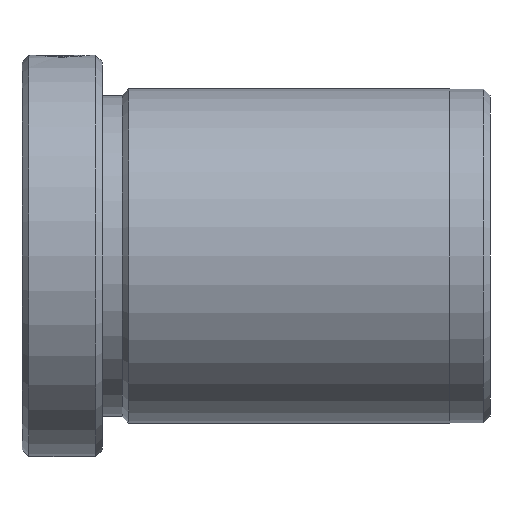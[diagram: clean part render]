
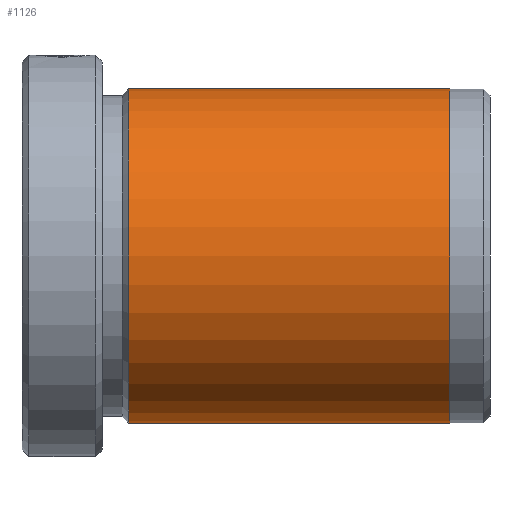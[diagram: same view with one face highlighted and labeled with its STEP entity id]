
A CAD part, left-side view. The second image highlights one B-rep face of the part: STEP entity #1126.
In plain terms, the highlighted cylindrical face has radius 12.5 mm (diameter 25 mm), a partial arc.
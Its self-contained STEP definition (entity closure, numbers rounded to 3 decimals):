
#79 = VERTEX_POINT ( 'NONE', #129 ) ;
#129 = CARTESIAN_POINT ( 'NONE',  ( 0., -32., -12.5 ) ) ;
#149 = LINE ( 'NONE', #194, #804 ) ;
#194 = CARTESIAN_POINT ( 'NONE',  ( 0., 0., -12.5 ) ) ;
#221 = EDGE_CURVE ( 'NONE', #1387, #1678, #982, .T. ) ;
#289 = VECTOR ( 'NONE', #698, 1000. ) ;
#439 = CARTESIAN_POINT ( 'NONE',  ( 0., -8., 0. ) ) ;
#442 = CARTESIAN_POINT ( 'NONE',  ( 0., -8., -12.5 ) ) ;
#502 = CYLINDRICAL_SURFACE ( 'NONE', #643, 12.5 ) ;
#537 = ORIENTED_EDGE ( 'NONE', *, *, #1342, .F. ) ;
#542 = CARTESIAN_POINT ( 'NONE',  ( 0., -32., 0. ) ) ;
#546 = FACE_OUTER_BOUND ( 'NONE', #1124, .T. ) ;
#552 = CARTESIAN_POINT ( 'NONE',  ( 0., 0., 0. ) ) ;
#569 = DIRECTION ( 'NONE',  ( 0., 0., 1. ) ) ;
#587 = EDGE_CURVE ( 'NONE', #79, #1414, #149, .T. ) ;
#613 = CIRCLE ( 'NONE', #1571, 12.5 ) ;
#643 = AXIS2_PLACEMENT_3D ( 'NONE', #552, #1608, #685 ) ;
#663 = ORIENTED_EDGE ( 'NONE', *, *, #866, .F. ) ;
#677 = DIRECTION ( 'NONE',  ( 0., 0., -1. ) ) ;
#685 = DIRECTION ( 'NONE',  ( 0., 0., 1. ) ) ;
#698 = DIRECTION ( 'NONE',  ( 0., 1., 0. ) ) ;
#776 = ORIENTED_EDGE ( 'NONE', *, *, #587, .F. ) ;
#795 = CARTESIAN_POINT ( 'NONE',  ( 0., -32., 12.5 ) ) ;
#804 = VECTOR ( 'NONE', #971, 1000. ) ;
#810 = CARTESIAN_POINT ( 'NONE',  ( 0., 0., 12.5 ) ) ;
#866 = EDGE_CURVE ( 'NONE', #1414, #1678, #1129, .T. ) ;
#930 = AXIS2_PLACEMENT_3D ( 'NONE', #439, #1346, #569 ) ;
#971 = DIRECTION ( 'NONE',  ( 0., 1., 0. ) ) ;
#982 = LINE ( 'NONE', #810, #289 ) ;
#1124 = EDGE_LOOP ( 'NONE', ( #776, #537, #1329, #663 ) ) ;
#1126 = ADVANCED_FACE ( 'NONE', ( #546 ), #502, .T. ) ;
#1129 = CIRCLE ( 'NONE', #930, 12.5 ) ;
#1329 = ORIENTED_EDGE ( 'NONE', *, *, #221, .T. ) ;
#1342 = EDGE_CURVE ( 'NONE', #1387, #79, #613, .T. ) ;
#1346 = DIRECTION ( 'NONE',  ( 0., 1., 0. ) ) ;
#1387 = VERTEX_POINT ( 'NONE', #795 ) ;
#1414 = VERTEX_POINT ( 'NONE', #442 ) ;
#1457 = DIRECTION ( 'NONE',  ( 0., -1., 0. ) ) ;
#1571 = AXIS2_PLACEMENT_3D ( 'NONE', #542, #1457, #677 ) ;
#1608 = DIRECTION ( 'NONE',  ( 0., 1., 0. ) ) ;
#1626 = CARTESIAN_POINT ( 'NONE',  ( 0., -8., 12.5 ) ) ;
#1678 = VERTEX_POINT ( 'NONE', #1626 ) ;
